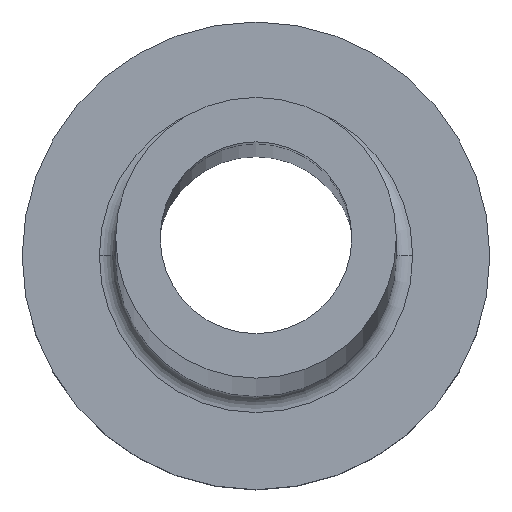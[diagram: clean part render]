
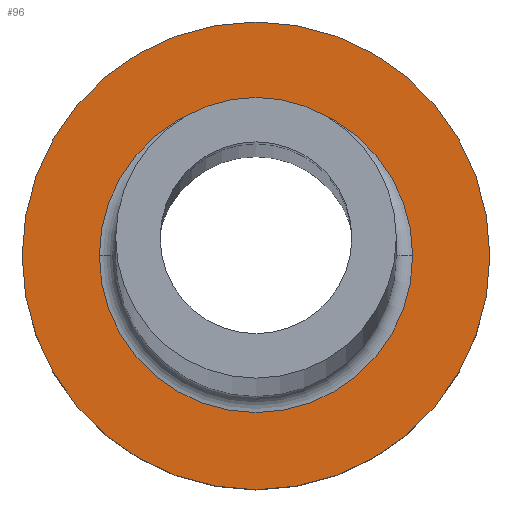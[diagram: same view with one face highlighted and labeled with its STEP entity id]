
A CAD part, top view. The second image highlights one B-rep face of the part: STEP entity #96.
In plain terms, the highlighted planar face has unit normal (0, 0, 1).
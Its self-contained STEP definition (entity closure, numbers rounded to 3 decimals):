
#6 = CIRCLE ( 'NONE', #346, 10. ) ;
#21 = CARTESIAN_POINT ( 'NONE',  ( 0., 0., 7. ) ) ;
#39 = VERTEX_POINT ( 'NONE', #220 ) ;
#58 = EDGE_LOOP ( 'NONE', ( #316, #457 ) ) ;
#60 = CARTESIAN_POINT ( 'NONE',  ( 6.7, 0., 7. ) ) ;
#61 = EDGE_CURVE ( 'NONE', #84, #168, #407, .T. ) ;
#64 = ORIENTED_EDGE ( 'NONE', *, *, #353, .T. ) ;
#81 = AXIS2_PLACEMENT_3D ( 'NONE', #21, #335, #313 ) ;
#84 = VERTEX_POINT ( 'NONE', #117 ) ;
#96 = ADVANCED_FACE ( 'NONE', ( #297, #133 ), #236, .T. ) ;
#106 = CARTESIAN_POINT ( 'NONE',  ( 0., 0., 7. ) ) ;
#110 = AXIS2_PLACEMENT_3D ( 'NONE', #106, #389, #182 ) ;
#117 = CARTESIAN_POINT ( 'NONE',  ( -10., 0., 7. ) ) ;
#118 = EDGE_CURVE ( 'NONE', #416, #39, #392, .T. ) ;
#126 = DIRECTION ( 'NONE',  ( 0., 0., -1. ) ) ;
#129 = CARTESIAN_POINT ( 'NONE',  ( 0., 0., 7. ) ) ;
#132 = CIRCLE ( 'NONE', #372, 6.7 ) ;
#133 = FACE_OUTER_BOUND ( 'NONE', #58, .T. ) ;
#145 = DIRECTION ( 'NONE',  ( 1., 0., 0. ) ) ;
#163 = EDGE_CURVE ( 'NONE', #168, #84, #6, .T. ) ;
#168 = VERTEX_POINT ( 'NONE', #171 ) ;
#171 = CARTESIAN_POINT ( 'NONE',  ( 10., 0., 7. ) ) ;
#182 = DIRECTION ( 'NONE',  ( 1., 0., 0. ) ) ;
#187 = DIRECTION ( 'NONE',  ( 0., 0., -1. ) ) ;
#220 = CARTESIAN_POINT ( 'NONE',  ( -6.7, 0., 7. ) ) ;
#222 = ORIENTED_EDGE ( 'NONE', *, *, #118, .T. ) ;
#236 = PLANE ( 'NONE',  #81 ) ;
#282 = DIRECTION ( 'NONE',  ( 1., 0., 0. ) ) ;
#297 = FACE_BOUND ( 'NONE', #424, .T. ) ;
#308 = DIRECTION ( 'NONE',  ( 1., 0., 0. ) ) ;
#313 = DIRECTION ( 'NONE',  ( 1., 0., 0. ) ) ;
#316 = ORIENTED_EDGE ( 'NONE', *, *, #61, .T. ) ;
#335 = DIRECTION ( 'NONE',  ( 0., 0., 1. ) ) ;
#337 = DIRECTION ( 'NONE',  ( 0., 0., 1. ) ) ;
#346 = AXIS2_PLACEMENT_3D ( 'NONE', #456, #337, #282 ) ;
#353 = EDGE_CURVE ( 'NONE', #39, #416, #132, .T. ) ;
#372 = AXIS2_PLACEMENT_3D ( 'NONE', #421, #187, #145 ) ;
#385 = AXIS2_PLACEMENT_3D ( 'NONE', #129, #126, #308 ) ;
#389 = DIRECTION ( 'NONE',  ( 0., 0., 1. ) ) ;
#392 = CIRCLE ( 'NONE', #385, 6.7 ) ;
#407 = CIRCLE ( 'NONE', #110, 10. ) ;
#416 = VERTEX_POINT ( 'NONE', #60 ) ;
#421 = CARTESIAN_POINT ( 'NONE',  ( 0., 0., 7. ) ) ;
#424 = EDGE_LOOP ( 'NONE', ( #222, #64 ) ) ;
#456 = CARTESIAN_POINT ( 'NONE',  ( 0., 0., 7. ) ) ;
#457 = ORIENTED_EDGE ( 'NONE', *, *, #163, .T. ) ;
